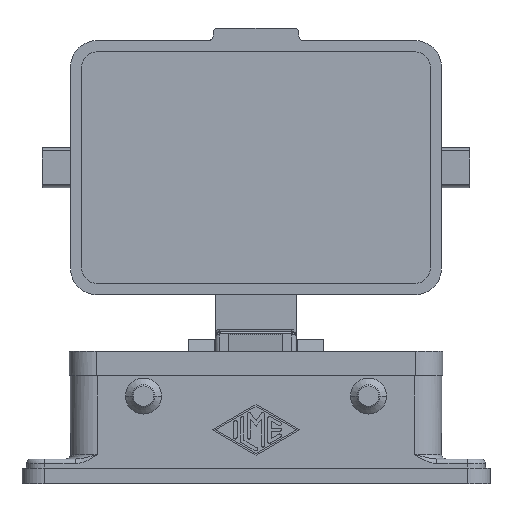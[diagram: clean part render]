
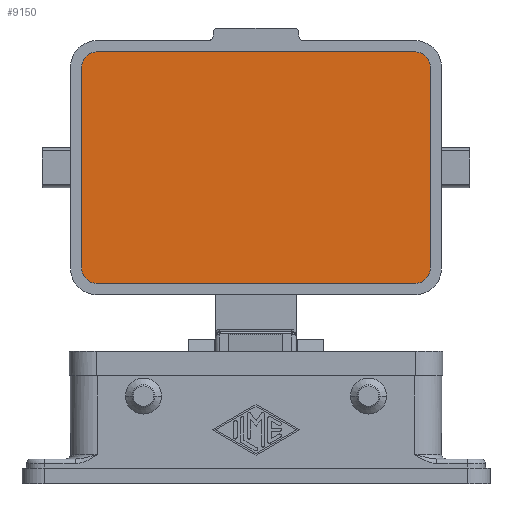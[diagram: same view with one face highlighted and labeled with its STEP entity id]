
A CAD part, front view. The second image highlights one B-rep face of the part: STEP entity #9150.
In plain terms, the highlighted planar face has unit normal (0, -1, 0).
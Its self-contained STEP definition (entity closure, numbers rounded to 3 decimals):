
#8100=CARTESIAN_POINT('',(38.75,50.75,92.5));
#8110=VERTEX_POINT('',#8100);
#8190=CARTESIAN_POINT('',(38.75,50.75,48.));
#8200=VERTEX_POINT('',#8190);
#8230=CARTESIAN_POINT('',(38.75,50.75,48.));
#8240=DIRECTION('',(0.,0.,1.));
#8250=VECTOR('',#8240,1.);
#8260=LINE('',#8230,#8250);
#8270=EDGE_CURVE('',#8200,#8110,#8260,.T.);
#8430=CARTESIAN_POINT('',(35.25,50.75,44.5));
#8440=VERTEX_POINT('',#8430);
#8470=CARTESIAN_POINT('',(35.25,50.75,48.));
#8480=DIRECTION('',(0.,-1.,0.));
#8490=DIRECTION('',(0.,0.,-1.));
#8500=AXIS2_PLACEMENT_3D('',#8470,#8480,#8490);
#8510=CIRCLE('',#8500,3.5);
#8520=EDGE_CURVE('',#8440,#8200,#8510,.T.);
#8570=CARTESIAN_POINT('',(0.,50.75,70.25));
#8580=DIRECTION('',(0.,1.,0.));
#8590=DIRECTION('',(0.,0.,1.));
#8600=AXIS2_PLACEMENT_3D('',#8570,#8580,#8590);
#8610=PLANE('',#8600);
#8620=CARTESIAN_POINT('',(35.25,50.75,44.5));
#8630=DIRECTION('',(-1.,0.,0.));
#8640=VECTOR('',#8630,1.);
#8650=LINE('',#8620,#8640);
#8660=CARTESIAN_POINT('',(-35.25,50.75,44.5));
#8670=VERTEX_POINT('',#8660);
#8680=EDGE_CURVE('',#8440,#8670,#8650,.T.);
#8690=ORIENTED_EDGE('',*,*,#8680,.F.);
#8700=CARTESIAN_POINT('',(-35.25,50.75,48.));
#8710=DIRECTION('',(0.,-1.,0.));
#8720=DIRECTION('',(-1.,0.,0.));
#8730=AXIS2_PLACEMENT_3D('',#8700,#8710,#8720);
#8740=CIRCLE('',#8730,3.5);
#8750=CARTESIAN_POINT('',(-38.75,50.75,48.));
#8760=VERTEX_POINT('',#8750);
#8770=EDGE_CURVE('',#8760,#8670,#8740,.T.);
#8780=ORIENTED_EDGE('',*,*,#8770,.T.);
#8790=CARTESIAN_POINT('',(-38.75,50.75,92.5));
#8800=DIRECTION('',(0.,0.,-1.));
#8810=VECTOR('',#8800,1.);
#8820=LINE('',#8790,#8810);
#8830=CARTESIAN_POINT('',(-38.75,50.75,92.5));
#8840=VERTEX_POINT('',#8830);
#8850=EDGE_CURVE('',#8840,#8760,#8820,.T.);
#8860=ORIENTED_EDGE('',*,*,#8850,.T.);
#8870=CARTESIAN_POINT('',(-35.25,50.75,92.5));
#8880=DIRECTION('',(0.,-1.,0.));
#8890=DIRECTION('',(0.,0.,1.));
#8900=AXIS2_PLACEMENT_3D('',#8870,#8880,#8890);
#8910=CIRCLE('',#8900,3.5);
#8920=CARTESIAN_POINT('',(-35.25,50.75,96.));
#8930=VERTEX_POINT('',#8920);
#8940=EDGE_CURVE('',#8930,#8840,#8910,.T.);
#8950=ORIENTED_EDGE('',*,*,#8940,.T.);
#8960=CARTESIAN_POINT('',(-35.25,50.75,96.));
#8970=DIRECTION('',(1.,0.,0.));
#8980=VECTOR('',#8970,1.);
#8990=LINE('',#8960,#8980);
#9000=CARTESIAN_POINT('',(35.25,50.75,96.));
#9010=VERTEX_POINT('',#9000);
#9020=EDGE_CURVE('',#8930,#9010,#8990,.T.);
#9030=ORIENTED_EDGE('',*,*,#9020,.F.);
#9040=CARTESIAN_POINT('',(35.25,50.75,92.5));
#9050=DIRECTION('',(0.,-1.,0.));
#9060=DIRECTION('',(1.,0.,0.));
#9070=AXIS2_PLACEMENT_3D('',#9040,#9050,#9060);
#9080=CIRCLE('',#9070,3.5);
#9090=EDGE_CURVE('',#8110,#9010,#9080,.T.);
#9100=ORIENTED_EDGE('',*,*,#9090,.T.);
#9110=ORIENTED_EDGE('',*,*,#8270,.T.);
#9120=ORIENTED_EDGE('',*,*,#8520,.T.);
#9130=EDGE_LOOP('',(#9120,#9110,#9100,#9030,#8950,#8860,#8780,#8690));
#9140=FACE_OUTER_BOUND('',#9130,.T.);
#9150=ADVANCED_FACE('',(#9140),#8610,.F.);
